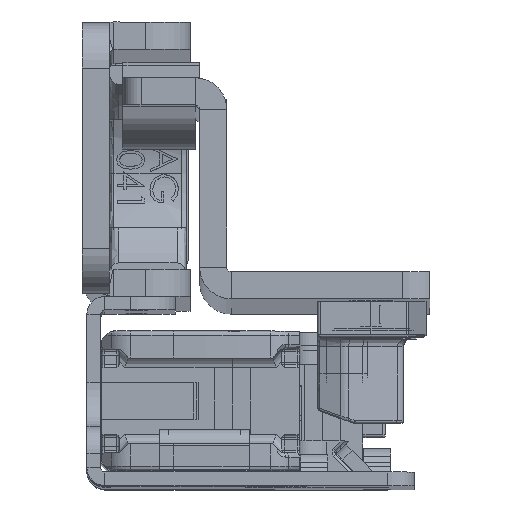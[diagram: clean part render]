
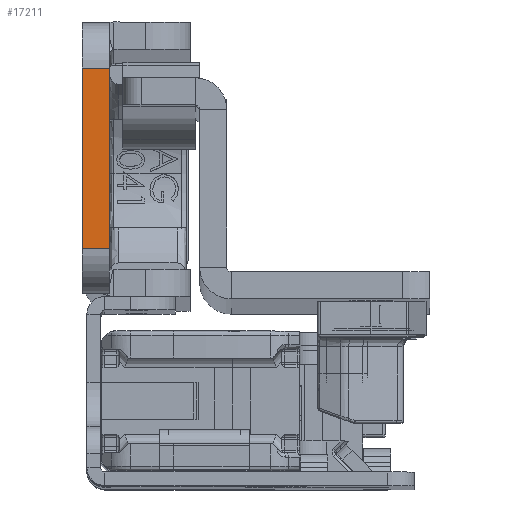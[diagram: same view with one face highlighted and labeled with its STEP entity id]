
A CAD part, top view. The second image highlights one B-rep face of the part: STEP entity #17211.
In plain terms, the highlighted planar face has unit normal (0, 0, 1).
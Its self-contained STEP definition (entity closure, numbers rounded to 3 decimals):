
#759 = VERTEX_POINT ( 'NONE', #63431 ) ;
#1105 = VECTOR ( 'NONE', #15219, 1000. ) ;
#2755 = DIRECTION ( 'NONE',  ( -1., 0., 0. ) ) ;
#2763 = CARTESIAN_POINT ( 'NONE',  ( 3., -22.5, 0. ) ) ;
#3512 = ORIENTED_EDGE ( 'NONE', *, *, #34026, .F. ) ;
#7624 = EDGE_CURVE ( 'NONE', #54370, #38529, #60362, .T. ) ;
#8241 = LINE ( 'NONE', #2763, #12657 ) ;
#9487 = ORIENTED_EDGE ( 'NONE', *, *, #7624, .T. ) ;
#9690 = EDGE_LOOP ( 'NONE', ( #3512, #57303, #9487, #34415 ) ) ;
#12657 = VECTOR ( 'NONE', #19927, 1000. ) ;
#13107 = VECTOR ( 'NONE', #2755, 1000. ) ;
#13948 = EDGE_CURVE ( 'NONE', #54370, #64473, #8241, .T. ) ;
#14796 = CARTESIAN_POINT ( 'NONE',  ( 3., -10., 0. ) ) ;
#15219 = DIRECTION ( 'NONE',  ( 0., -1., 0. ) ) ;
#17211 = ADVANCED_FACE ( 'NONE', ( #20256 ), #42587, .F. ) ;
#18680 = EDGE_CURVE ( 'NONE', #38529, #759, #19985, .T. ) ;
#19927 = DIRECTION ( 'NONE',  ( 0., -1., 0. ) ) ;
#19985 = LINE ( 'NONE', #30981, #1105 ) ;
#20256 = FACE_OUTER_BOUND ( 'NONE', #9690, .T. ) ;
#21189 = DIRECTION ( 'NONE',  ( -1., 0., 0. ) ) ;
#23130 = DIRECTION ( 'NONE',  ( -1., 0., 0. ) ) ;
#30981 = CARTESIAN_POINT ( 'NONE',  ( 0., -22.5, 0. ) ) ;
#31970 = CARTESIAN_POINT ( 'NONE',  ( 3., -22.5, 0. ) ) ;
#34026 = EDGE_CURVE ( 'NONE', #64473, #759, #42604, .T. ) ;
#34415 = ORIENTED_EDGE ( 'NONE', *, *, #18680, .T. ) ;
#35981 = AXIS2_PLACEMENT_3D ( 'NONE', #31970, #67428, #23130 ) ;
#38529 = VERTEX_POINT ( 'NONE', #39073 ) ;
#38579 = VECTOR ( 'NONE', #21189, 1000. ) ;
#39073 = CARTESIAN_POINT ( 'NONE',  ( 0., 10., 0. ) ) ;
#42587 = PLANE ( 'NONE',  #35981 ) ;
#42604 = LINE ( 'NONE', #14796, #13107 ) ;
#49706 = CARTESIAN_POINT ( 'NONE',  ( 3., 10., 0. ) ) ;
#54370 = VERTEX_POINT ( 'NONE', #58939 ) ;
#57303 = ORIENTED_EDGE ( 'NONE', *, *, #13948, .F. ) ;
#58939 = CARTESIAN_POINT ( 'NONE',  ( 3., 10., 0. ) ) ;
#60362 = LINE ( 'NONE', #49706, #38579 ) ;
#62906 = CARTESIAN_POINT ( 'NONE',  ( 3., -10., 0. ) ) ;
#63431 = CARTESIAN_POINT ( 'NONE',  ( 0., -10., 0. ) ) ;
#64473 = VERTEX_POINT ( 'NONE', #62906 ) ;
#67428 = DIRECTION ( 'NONE',  ( 0., 0., -1. ) ) ;
